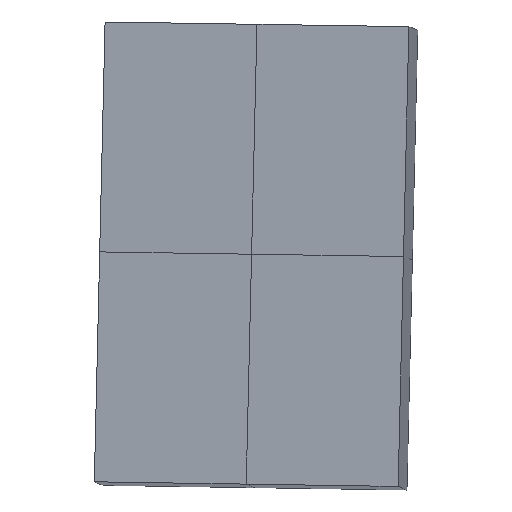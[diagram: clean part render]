
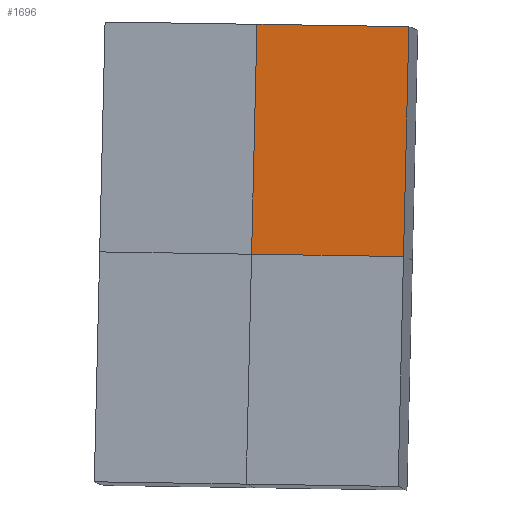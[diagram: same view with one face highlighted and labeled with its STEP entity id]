
A CAD part, front view. The second image highlights one B-rep face of the part: STEP entity #1696.
In plain terms, the highlighted planar face has unit normal (-0.144, -0.988, 0.058).
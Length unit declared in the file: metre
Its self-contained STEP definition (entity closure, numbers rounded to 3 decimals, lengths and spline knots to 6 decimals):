
#132 = VERTEX_POINT ( 'NONE', #1234 ) ;
#159 = DIRECTION ( 'NONE',  ( 0.023, 0.055, 0.998 ) ) ;
#334 = CARTESIAN_POINT ( 'NONE',  ( 1.068072, 2.5305, 45.637421 ) ) ;
#590 = ORIENTED_EDGE ( 'NONE', *, *, #1375, .F. ) ;
#755 = VERTEX_POINT ( 'NONE', #1188 ) ;
#757 = ORIENTED_EDGE ( 'NONE', *, *, #2605, .F. ) ;
#807 = EDGE_LOOP ( 'NONE', ( #757, #590, #1695, #973 ) ) ;
#973 = ORIENTED_EDGE ( 'NONE', *, *, #1732, .F. ) ;
#997 = AXIS2_PLACEMENT_3D ( 'NONE', #1291, #1060, #1519 ) ;
#1060 = DIRECTION ( 'NONE',  ( -0.144, -0.988, 0.058 ) ) ;
#1188 = CARTESIAN_POINT ( 'NONE',  ( 1.068072, 2.5305, 45.637421 ) ) ;
#1214 = VERTEX_POINT ( 'NONE', #1981 ) ;
#1232 = VECTOR ( 'NONE', #159, 1. ) ;
#1234 = CARTESIAN_POINT ( 'NONE',  ( 30.155059, -4.414787, -0.460941 ) ) ;
#1278 = DIRECTION ( 'NONE',  ( -0.989, 0.145, 0.015 ) ) ;
#1291 = CARTESIAN_POINT ( 'NONE',  ( 15.611566, -0.942143, 22.58824 ) ) ;
#1313 = CARTESIAN_POINT ( 'NONE',  ( 30.155059, -4.414787, -0.460941 ) ) ;
#1375 = EDGE_CURVE ( 'NONE', #755, #1674, #1900, .T. ) ;
#1519 = DIRECTION ( 'NONE',  ( 0.989, -0.145, -0.015 ) ) ;
#1674 = VERTEX_POINT ( 'NONE', #2198 ) ;
#1695 = ORIENTED_EDGE ( 'NONE', *, *, #2122, .F. ) ;
#1696 = ADVANCED_FACE ( 'NONE', ( #2848 ), #2403, .T. ) ;
#1712 = LINE ( 'NONE', #1726, #2888 ) ;
#1726 = CARTESIAN_POINT ( 'NONE',  ( 0., 0., 0. ) ) ;
#1732 = EDGE_CURVE ( 'NONE', #132, #1214, #1712, .T. ) ;
#1794 = LINE ( 'NONE', #2199, #1232 ) ;
#1900 = LINE ( 'NONE', #334, #2088 ) ;
#1981 = CARTESIAN_POINT ( 'NONE',  ( 0., 0., 0. ) ) ;
#2073 = DIRECTION ( 'NONE',  ( 0.989, -0.145, -0.015 ) ) ;
#2088 = VECTOR ( 'NONE', #2073, 1. ) ;
#2122 = EDGE_CURVE ( 'NONE', #1214, #755, #1794, .T. ) ;
#2198 = CARTESIAN_POINT ( 'NONE',  ( 31.223131, -1.884287, 45.17648 ) ) ;
#2199 = CARTESIAN_POINT ( 'NONE',  ( 0., 0., 0. ) ) ;
#2222 = DIRECTION ( 'NONE',  ( -0.023, -0.055, -0.998 ) ) ;
#2375 = VECTOR ( 'NONE', #2222, 1. ) ;
#2403 = PLANE ( 'NONE',  #997 ) ;
#2481 = LINE ( 'NONE', #1313, #2375 ) ;
#2605 = EDGE_CURVE ( 'NONE', #1674, #132, #2481, .T. ) ;
#2848 = FACE_OUTER_BOUND ( 'NONE', #807, .T. ) ;
#2888 = VECTOR ( 'NONE', #1278, 1. ) ;
